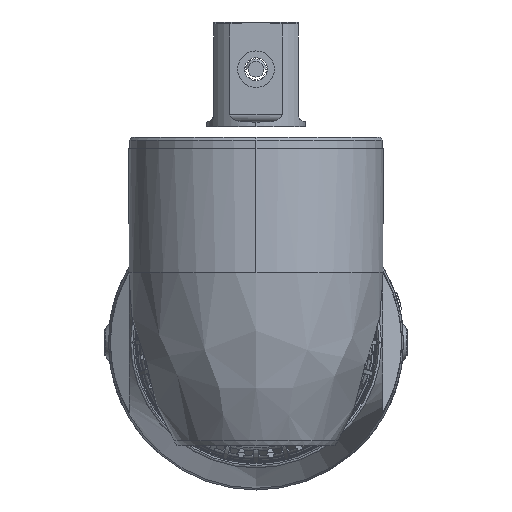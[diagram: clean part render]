
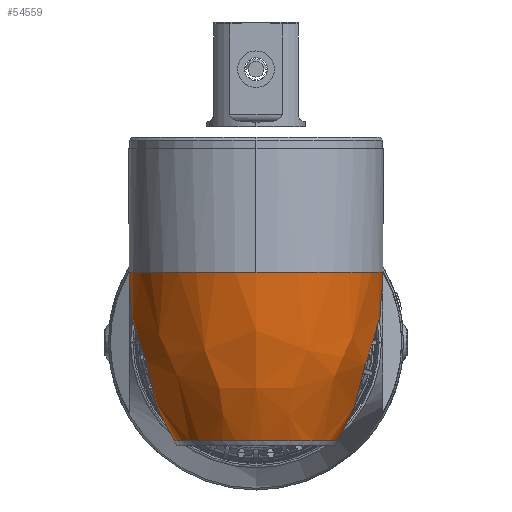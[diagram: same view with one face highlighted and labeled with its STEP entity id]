
A CAD part, left-side view. The second image highlights one B-rep face of the part: STEP entity #54559.
In plain terms, the highlighted free-form (B-spline) face has degree [3, 3] with [7, 4] control points.
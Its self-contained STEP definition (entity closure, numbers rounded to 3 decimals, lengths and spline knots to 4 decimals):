
#43461=CARTESIAN_POINT('',(-5.9175,0.,-0.584));
#43462=DIRECTION('',(0.,0.,-1.));
#43463=DIRECTION('',(0.675,-0.738,0.));
#43464=AXIS2_PLACEMENT_3D('',#43461,#43462,#43463);
#43466=CARTESIAN_POINT('',(-5.9175,0.,0.416));
#43467=DIRECTION('',(0.,0.,-1.));
#43468=DIRECTION('',(-1.,0.,0.));
#43469=AXIS2_PLACEMENT_3D('',#43466,#43467,#43468);
#43483=CARTESIAN_POINT('',(-5.9175,0.,0.416));
#43484=DIRECTION('',(0.,0.,1.));
#43485=DIRECTION('',(-1.,0.,0.));
#43486=AXIS2_PLACEMENT_3D('',#43483,#43484,#43485);
#43500=CARTESIAN_POINT('',(-5.5895,0.3583,
-0.584));
#43501=CARTESIAN_POINT('',(-5.6013,0.3843,
-0.5646));
#43502=CARTESIAN_POINT('',(-5.6253,0.4309,
-0.5243));
#43503=CARTESIAN_POINT('',(-5.6583,0.4858,
-0.4645));
#43504=CARTESIAN_POINT('',(-5.6873,0.5301,
-0.4057));
#43505=CARTESIAN_POINT('',(-5.7101,0.5655,
-0.3487));
#43506=CARTESIAN_POINT('',(-5.7257,0.5938,
-0.2936));
#43507=CARTESIAN_POINT('',(-5.7336,0.6179,
-0.2365));
#43508=CARTESIAN_POINT('',(-5.731,0.6387,
-0.1734));
#43509=CARTESIAN_POINT('',(-5.7154,0.6546,
-0.1056));
#43510=CARTESIAN_POINT('',(-5.6882,0.6646,
-0.0344));
#43511=CARTESIAN_POINT('',(-5.6508,0.6682,
0.0423));
#43512=CARTESIAN_POINT('',(-5.6046,0.6635,
0.1248));
#43513=CARTESIAN_POINT('',(-5.5507,0.6485,
0.2139));
#43514=CARTESIAN_POINT('',(-5.4897,0.6197,
0.3103));
#43515=CARTESIAN_POINT('',(-5.4442,0.5874,
0.3804));
#43516=CARTESIAN_POINT('',(-5.4208,0.567,
0.416));
#43570=CARTESIAN_POINT('',(-5.4208,-0.567,
0.416));
#43571=CARTESIAN_POINT('',(-5.4441,-0.5873,
0.3805));
#43572=CARTESIAN_POINT('',(-5.4894,-0.6195,
0.3108));
#43573=CARTESIAN_POINT('',(-5.5501,-0.6483,
0.2148));
#43574=CARTESIAN_POINT('',(-5.6039,-0.6634,
0.126));
#43575=CARTESIAN_POINT('',(-5.6499,-0.6681,
0.0439));
#43576=CARTESIAN_POINT('',(-5.6874,-0.6648,
-0.0325));
#43577=CARTESIAN_POINT('',(-5.7146,-0.655,
-0.1033));
#43578=CARTESIAN_POINT('',(-5.7306,-0.6394,
-0.1709));
#43579=CARTESIAN_POINT('',(-5.7337,-0.6187,
-0.2343));
#43580=CARTESIAN_POINT('',(-5.7261,-0.5946,
-0.2919));
#43581=CARTESIAN_POINT('',(-5.7106,-0.5662,
-0.3475));
#43582=CARTESIAN_POINT('',(-5.6877,-0.5308,
-0.4047));
#43583=CARTESIAN_POINT('',(-5.6587,-0.4864,
-0.4639));
#43584=CARTESIAN_POINT('',(-5.6254,-0.4313,
-0.5239));
#43585=CARTESIAN_POINT('',(-5.6013,-0.3845,
-0.5645));
#43586=CARTESIAN_POINT('',(-5.5895,-0.3583,
-0.584));
#52957=VERTEX_POINT('',#43500);
#52958=VERTEX_POINT('',#43516);
#52961=VERTEX_POINT('',#43570);
#52962=VERTEX_POINT('',#43586);
#52965=CARTESIAN_POINT('',(-6.6713,0.,0.416));
#52966=VERTEX_POINT('',#52965);
#54519=CARTESIAN_POINT('',(-5.3595,-0.5065,
0.4369));
#54520=CARTESIAN_POINT('',(-5.3566,-0.5091,
0.0694));
#54521=CARTESIAN_POINT('',(-5.4271,-0.4452,
-0.2857));
#54522=CARTESIAN_POINT('',(-5.5656,-0.3194,
-0.6021));
#54523=CARTESIAN_POINT('',(-5.9087,-1.1117,
0.4369));
#54524=CARTESIAN_POINT('',(-5.9087,-1.1174,
0.0694));
#54525=CARTESIAN_POINT('',(-5.9098,-0.977,
-0.2857));
#54526=CARTESIAN_POINT('',(-5.912,-0.701,
-0.6021));
#54527=CARTESIAN_POINT('',(-6.6711,-0.8173,
0.4369));
#54528=CARTESIAN_POINT('',(-6.675,-0.8214,
0.0694));
#54529=CARTESIAN_POINT('',(-6.5799,-0.7183,
-0.2857));
#54530=CARTESIAN_POINT('',(-6.3927,-0.5154,
-0.6021));
#54531=CARTESIAN_POINT('',(-6.6711,0.,0.4369));
#54532=CARTESIAN_POINT('',(-6.675,0.,0.0694));
#54533=CARTESIAN_POINT('',(-6.5799,0.,-0.2857));
#54534=CARTESIAN_POINT('',(-6.3927,0.,-0.6021));
#54535=CARTESIAN_POINT('',(-6.6711,0.8173,
0.4369));
#54536=CARTESIAN_POINT('',(-6.675,0.8214,
0.0694));
#54537=CARTESIAN_POINT('',(-6.5799,0.7183,
-0.2857));
#54538=CARTESIAN_POINT('',(-6.3927,0.5154,
-0.6021));
#54539=CARTESIAN_POINT('',(-5.9087,1.1117,
0.4369));
#54540=CARTESIAN_POINT('',(-5.9087,1.1174,
0.0694));
#54541=CARTESIAN_POINT('',(-5.9098,0.977,
-0.2857));
#54542=CARTESIAN_POINT('',(-5.912,0.701,
-0.6021));
#54543=CARTESIAN_POINT('',(-5.3595,0.5065,
0.4369));
#54544=CARTESIAN_POINT('',(-5.3566,0.5091,
0.0694));
#54545=CARTESIAN_POINT('',(-5.4271,0.4452,
-0.2857));
#54546=CARTESIAN_POINT('',(-5.5656,0.3194,
-0.6021));
#54547=(BOUNDED_SURFACE()B_SPLINE_SURFACE(3,3,((#54519,#54520,#54521,#54522),(
#54523,#54524,#54525,#54526),(#54527,#54528,#54529,#54530),(#54531,#54532,
#54533,#54534),(#54535,#54536,#54537,#54538),(#54539,#54540,#54541,#54542),(
#54543,#54544,#54545,#54546)),.UNSPECIFIED.,.F.,.F.,.F.)B_SPLINE_SURFACE_WITH_KNOTS((4,3,4),(4,4),(0.,1.,2.),(0.,1.),.UNSPECIFIED.)GEOMETRIC_REPRESENTATION_ITEM()RATIONAL_B_SPLINE_SURFACE(((1.498,1.461,
1.461,1.498),(0.859,0.838,
0.838,0.859),(0.859,0.838,
0.838,0.859),(1.498,1.461,
1.461,1.498),(0.859,0.838,
0.838,0.859),(0.859,0.838,
0.838,0.859),(1.498,1.461,
1.461,1.498)))REPRESENTATION_ITEM('')SURFACE());
#54549=ORIENTED_EDGE('',*,*,#54548,.T.);
#54551=ORIENTED_EDGE('',*,*,#54550,.F.);
#54553=ORIENTED_EDGE('',*,*,#54552,.T.);
#54555=ORIENTED_EDGE('',*,*,#54554,.T.);
#54556=ORIENTED_EDGE('',*,*,#54512,.T.);
#54557=EDGE_LOOP('',(#54549,#54551,#54553,#54555,#54556));
#54558=FACE_OUTER_BOUND('',#54557,.F.);
#54559=ADVANCED_FACE('',(#54558),#54547,.T.);
#43465=CIRCLE('',#43464,0.4858);
#43470=CIRCLE('',#43469,0.7538);
#43487=CIRCLE('',#43486,0.7538);
#43517=B_SPLINE_CURVE_WITH_KNOTS('',3,(#43500,#43501,#43502,#43503,#43504,
#43505,#43506,#43507,#43508,#43509,#43510,#43511,#43512,#43513,#43514,#43515,
#43516),.UNSPECIFIED.,.F.,.F.,(4,1,1,1,1,1,1,1,1,1,1,1,1,1,4),(0.,
0.0714,0.1429,0.2143,0.2857,
0.3571,0.4286,0.5,0.5714,0.6429,
0.7143,0.7857,0.8571,0.9286,1.),
.UNSPECIFIED.);
#43587=B_SPLINE_CURVE_WITH_KNOTS('',3,(#43570,#43571,#43572,#43573,#43574,
#43575,#43576,#43577,#43578,#43579,#43580,#43581,#43582,#43583,#43584,#43585,
#43586),.UNSPECIFIED.,.F.,.F.,(4,1,1,1,1,1,1,1,1,1,1,1,1,1,4),(0.,
0.0714,0.1429,0.2143,0.2857,
0.3571,0.4286,0.5,0.5714,0.6429,
0.7143,0.7857,0.8571,0.9286,1.),
.UNSPECIFIED.);
#54512=EDGE_CURVE('',#52962,#52957,#43465,.T.);
#54548=EDGE_CURVE('',#52957,#52958,#43517,.T.);
#54550=EDGE_CURVE('',#52966,#52958,#43470,.T.);
#54552=EDGE_CURVE('',#52966,#52961,#43487,.T.);
#54554=EDGE_CURVE('',#52961,#52962,#43587,.T.);
